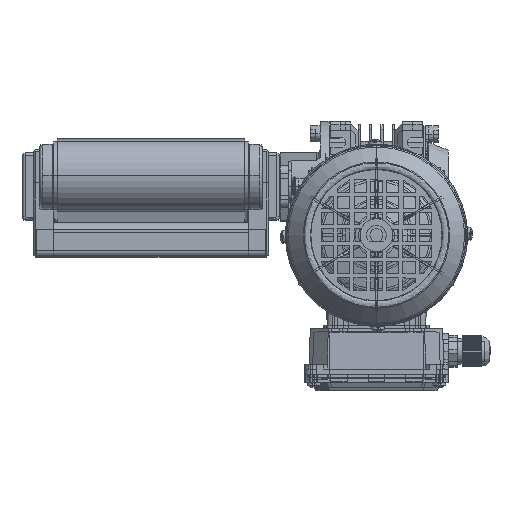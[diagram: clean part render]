
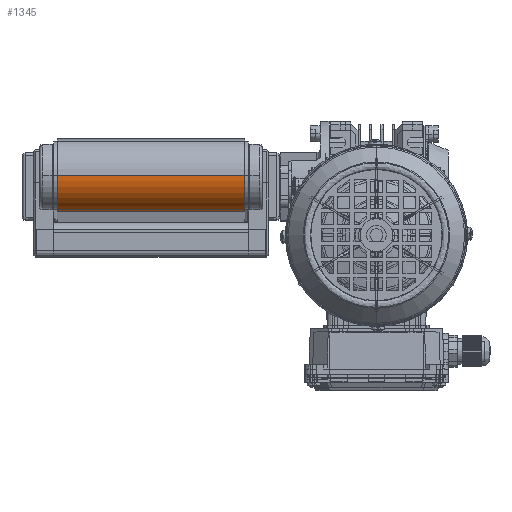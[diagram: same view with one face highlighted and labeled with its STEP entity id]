
A CAD part, top view. The second image highlights one B-rep face of the part: STEP entity #1345.
In plain terms, the highlighted cylindrical face has radius 22.3 mm (diameter 44.6 mm), a partial arc.
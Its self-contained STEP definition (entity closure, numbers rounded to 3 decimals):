
#1345 = ADVANCED_FACE ( 'NONE', ( #73368 ), #42207, .T. ) ;
#6970 = ORIENTED_EDGE ( 'NONE', *, *, #68442, .T. ) ;
#11035 = DIRECTION ( 'NONE',  ( 1., 0., 0. ) ) ;
#11298 = EDGE_CURVE ( 'NONE', #80592, #59112, #133312, .T. ) ;
#13169 = LINE ( 'NONE', #28704, #171776 ) ;
#28704 = CARTESIAN_POINT ( 'NONE',  ( 117.5, -22.282, 3886.891 ) ) ;
#30147 = AXIS2_PLACEMENT_3D ( 'NONE', #145285, #57762, #116133 ) ;
#30984 = CARTESIAN_POINT ( 'NONE',  ( 2.5, -22.282, 3886.891 ) ) ;
#33206 = VERTEX_POINT ( 'NONE', #30984 ) ;
#34790 = CARTESIAN_POINT ( 'NONE',  ( 2.5, 0., 3886. ) ) ;
#35735 = DIRECTION ( 'NONE',  ( 1., 0., 0. ) ) ;
#42207 = CYLINDRICAL_SURFACE ( 'NONE', #30147, 22.3 ) ;
#57762 = DIRECTION ( 'NONE',  ( -1., 0., 0. ) ) ;
#59112 = VERTEX_POINT ( 'NONE', #122533 ) ;
#60818 = CIRCLE ( 'NONE', #157076, 22.3 ) ;
#67317 = ORIENTED_EDGE ( 'NONE', *, *, #73743, .F. ) ;
#68442 = EDGE_CURVE ( 'NONE', #59112, #33206, #160472, .T. ) ;
#73368 = FACE_OUTER_BOUND ( 'NONE', #82350, .T. ) ;
#73743 = EDGE_CURVE ( 'NONE', #125625, #33206, #13169, .T. ) ;
#80592 = VERTEX_POINT ( 'NONE', #169409 ) ;
#82350 = EDGE_LOOP ( 'NONE', ( #114526, #149356, #6970, #67317 ) ) ;
#85356 = CARTESIAN_POINT ( 'NONE',  ( 117.5, -22.282, 3886.891 ) ) ;
#114526 = ORIENTED_EDGE ( 'NONE', *, *, #118978, .F. ) ;
#115206 = CARTESIAN_POINT ( 'NONE',  ( 117.5, 0., 3886. ) ) ;
#116133 = DIRECTION ( 'NONE',  ( 0., 0., 1. ) ) ;
#118978 = EDGE_CURVE ( 'NONE', #80592, #125625, #60818, .T. ) ;
#119764 = CARTESIAN_POINT ( 'NONE',  ( 117.5, 0., 3908.3 ) ) ;
#122533 = CARTESIAN_POINT ( 'NONE',  ( 2.5, 0., 3908.3 ) ) ;
#123331 = DIRECTION ( 'NONE',  ( 0., 0., 1. ) ) ;
#125625 = VERTEX_POINT ( 'NONE', #85356 ) ;
#133312 = LINE ( 'NONE', #119764, #169059 ) ;
#138732 = AXIS2_PLACEMENT_3D ( 'NONE', #34790, #35735, #123331 ) ;
#144340 = DIRECTION ( 'NONE',  ( 0., 0., 1. ) ) ;
#145285 = CARTESIAN_POINT ( 'NONE',  ( 117.5, 0., 3886. ) ) ;
#149356 = ORIENTED_EDGE ( 'NONE', *, *, #11298, .T. ) ;
#157076 = AXIS2_PLACEMENT_3D ( 'NONE', #115206, #11035, #144340 ) ;
#160472 = CIRCLE ( 'NONE', #138732, 22.3 ) ;
#164482 = DIRECTION ( 'NONE',  ( -1., 0., 0. ) ) ;
#169059 = VECTOR ( 'NONE', #164482, 1000. ) ;
#169409 = CARTESIAN_POINT ( 'NONE',  ( 117.5, 0., 3908.3 ) ) ;
#171776 = VECTOR ( 'NONE', #176548, 1000. ) ;
#176548 = DIRECTION ( 'NONE',  ( -1., 0., 0. ) ) ;
